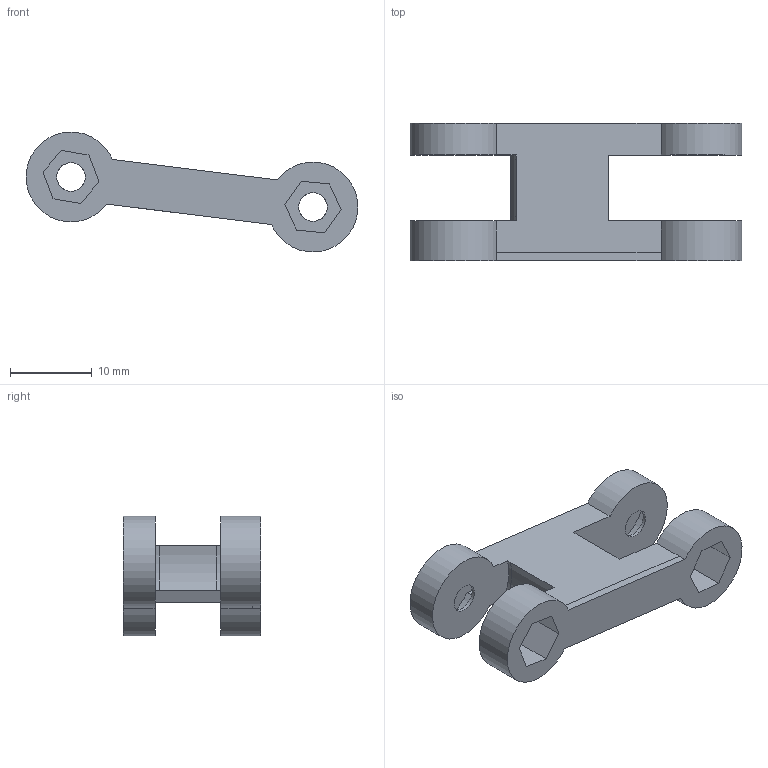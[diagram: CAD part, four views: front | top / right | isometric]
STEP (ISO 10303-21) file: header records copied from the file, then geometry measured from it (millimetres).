
FILE_DESCRIPTION(/* description */ (''),/* implementation_level */ '2;1');
FILE_NAME(/* name */ 'Barra2.step',/* time_stamp */ '2024-04-02T11:32:14-05:00',/* author */ (''),/* organization */ (''),/* preprocessor_version */ 'ST-DEVELOPER v20',/* originating_system */ 'Autodesk Translation Framework v12.20.1.177',/* authorisation */ '');
FILE_SCHEMA (('AUTOMOTIVE_DESIGN { 1 0 10303 214 3 1 1 }'));
Length unit declared in the file: millimetre
Products named in the file (1): Barra2
Bounding box: 40.57 x 16.84 x 14.66 mm (x, y, z)
Volume: 2611.2 mm3; surface area: 2325.3 mm2
Topology: 1 solids, 1 shells, 36 faces, 104 edges, 70 vertices
Faces by surface type: plane 22, cylinder 12, cone 2
Full cylindrical faces by diameter (mm): 3.5 x2
Entity records: 1302 total; most frequent: CARTESIAN_POINT 285, ORIENTED_EDGE 208, DIRECTION 192, EDGE_CURVE 104, LINE 78, VECTOR 78, VERTEX_POINT 70, AXIS2_PLACEMENT_3D 57
